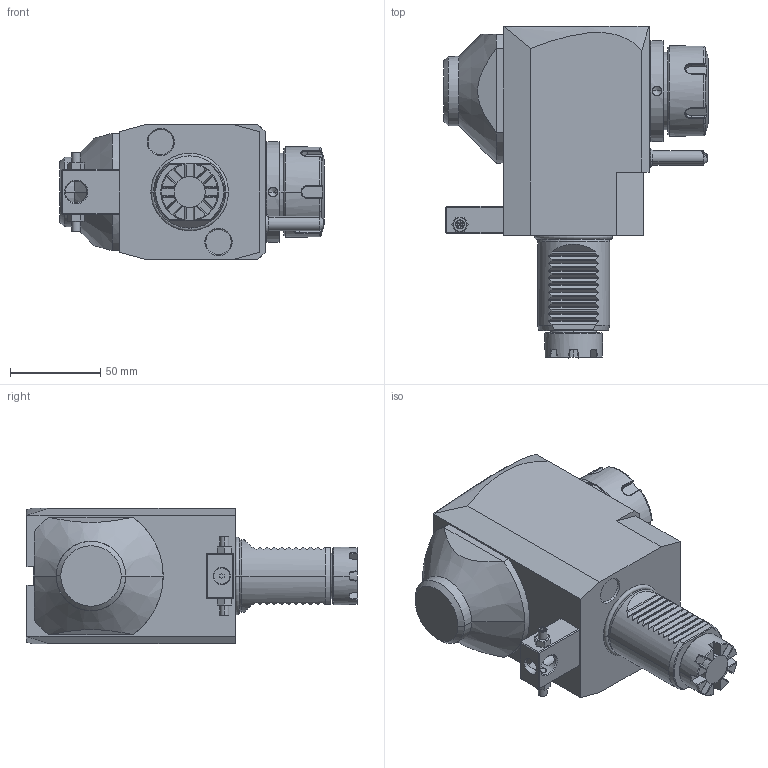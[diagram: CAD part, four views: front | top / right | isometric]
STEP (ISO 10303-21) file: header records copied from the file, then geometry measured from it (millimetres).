
FILE_DESCRIPTION((''),'2;1');
FILE_NAME('NGT1_40_241_32_3_3_80','2023-03-13T',('vali'),('NOVA GRUP'),'PRO/ENGINEER BY PARAMETRIC TECHNOLOGY CORPORATION, 2010280','PRO/ENGINEER BY PARAMETRIC TECHNOLOGY CORPORATION, 2010280','');
FILE_SCHEMA(('CONFIG_CONTROL_DESIGN'));
Length unit declared in the file: millimetre
Products named in the file (1): NGT1_40_241_32_3_3_80
Bounding box: 146.6 x 184 x 75 mm (x, y, z)
Volume: 905765.2 mm3; surface area: 74162.1 mm2
Topology: 1 solids, 1 shells, 539 faces, 1430 edges, 899 vertices
Faces by surface type: plane 263, cone 102, cylinder 96, bspline 58, torus 16, extrusion 2, sphere 2
Entity records: 22331 total; most frequent: CARTESIAN_POINT 10032, ORIENTED_EDGE 2820, DIRECTION 2122, EDGE_CURVE 1410, VERTEX_POINT 899, AXIS2_PLACEMENT_3D 752, VECTOR 618, LINE 616
